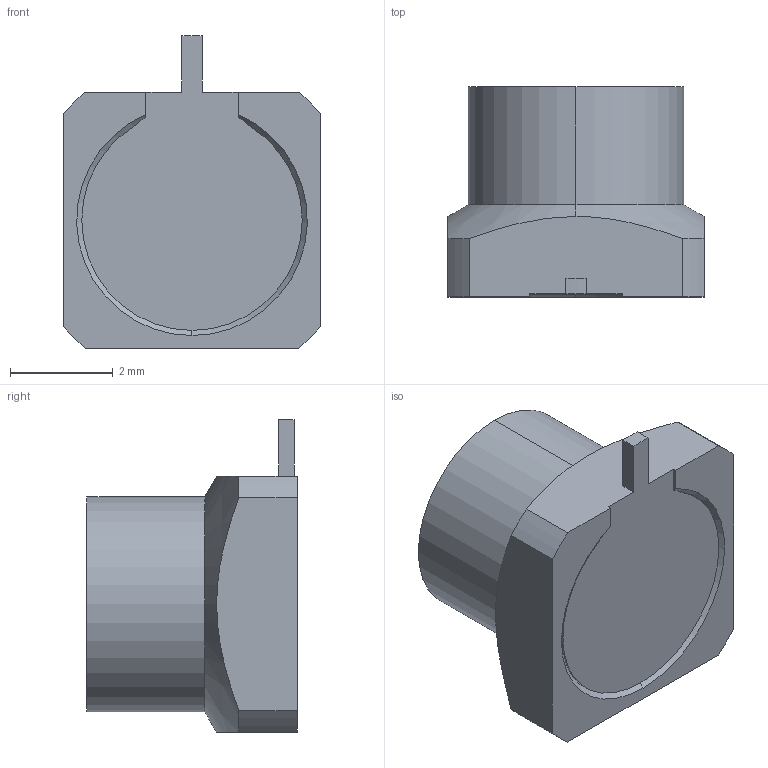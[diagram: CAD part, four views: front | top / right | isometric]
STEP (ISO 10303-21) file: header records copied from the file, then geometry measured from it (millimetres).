
FILE_DESCRIPTION (( 'STEP AP214' ), '1' );
FILE_NAME ('ÑÖÍÊ.434521.017ÑÁ_Âèëêà+äëÿ ïîòðåáèòåëÿ-Î.STEP', '2018-11-27T07:48:43', ( 'User' ), ( '' ), 'SwSTEP 2.0', 'SolidWorks 2016', '' );
FILE_SCHEMA (( 'AUTOMOTIVE_DESIGN' ));
Length unit declared in the file: millimetre
Products named in the file (1): ÑÖÍÊ.434521.017ÑÁ_Âèëêà+äëÿ ïîòðåáèòåëÿ-Î
Bounding box: 5 x 4.1 x 6.1 mm (x, y, z)
Volume: 50.2 mm3; surface area: 137.4 mm2
Topology: 1 solids, 1 shells, 46 faces, 112 edges, 70 vertices
Faces by surface type: cylinder 20, plane 14, cone 10, torus 2
Entity records: 1937 total; most frequent: CARTESIAN_POINT 293, DIRECTION 245, ORIENTED_EDGE 224, EDGE_CURVE 112, AXIS2_PLACEMENT_3D 96, VERTEX_POINT 70, LINE 53, VECTOR 53
